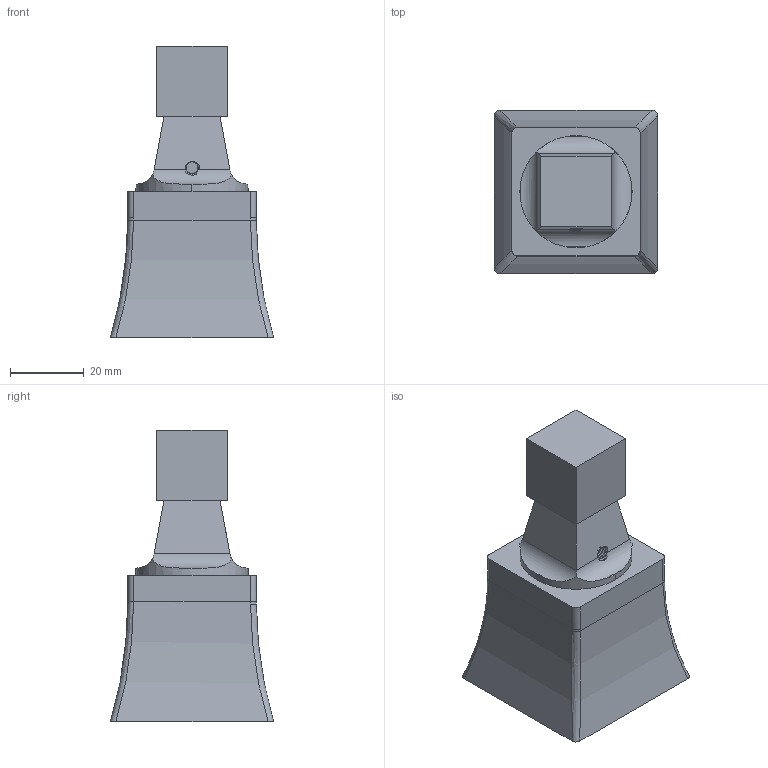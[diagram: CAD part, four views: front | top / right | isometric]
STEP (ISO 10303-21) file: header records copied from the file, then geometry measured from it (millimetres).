
FILE_DESCRIPTION((''),'2;1');
FILE_NAME('26-12_WEB','2010-08-24T',('project'),(''),'PRO/ENGINEER BY PARAMETRIC TECHNOLOGY CORPORATION, 2009300','PRO/ENGINEER BY PARAMETRIC TECHNOLOGY CORPORATION, 2009300','');
FILE_SCHEMA(('CONFIG_CONTROL_DESIGN'));
Length unit declared in the file: inch
Products named in the file (1): 26-12_WEB
Bounding box: 44.45 x 44.45 x 79.25 mm (x, y, z)
Surface area: 13150 mm2 (no closed solid volume)
Topology: 0 solids, 4 shells, 65 faces, 177 edges, 116 vertices
Faces by surface type: cylinder 26, plane 21, bspline 16, cone 2
Entity records: 4611 total; most frequent: CARTESIAN_POINT 3154, ORIENTED_EDGE 332, DIRECTION 210, EDGE_CURVE 177, VERTEX_POINT 116, B_SPLINE_CURVE_WITH_KNOTS 86, VECTOR 70, LINE 70
